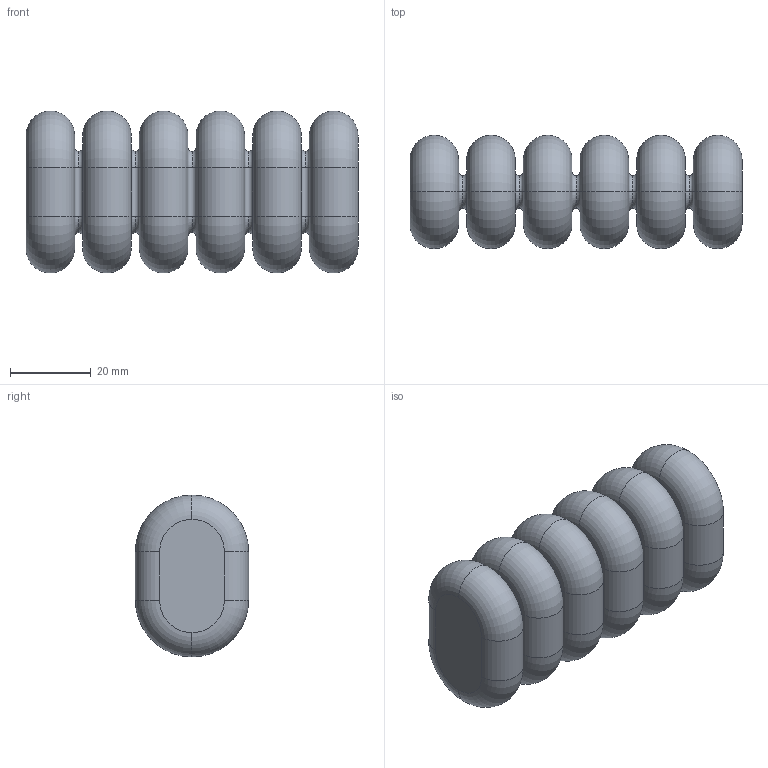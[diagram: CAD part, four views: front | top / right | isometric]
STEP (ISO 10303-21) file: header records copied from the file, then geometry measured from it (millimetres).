
FILE_DESCRIPTION (( 'STEP AP203' ), '1' );
FILE_NAME ('out.STEP', '2023-09-17T07:36:25', ( '' ), ( '' ), 'SwSTEP 2.0', 'SolidWorks 2021', '' );
FILE_SCHEMA (( 'CONFIG_CONTROL_DESIGN' ));
Length unit declared in the file: millimetre
Products named in the file (1): out
Bounding box: 82 x 28 x 40 mm (x, y, z)
Volume: 36064.3 mm3; surface area: 26269.4 mm2
Topology: 1 solids, 3 shells, 232 faces, 628 edges, 412 vertices
Faces by surface type: torus 128, cylinder 66, plane 38
Entity records: 7637 total; most frequent: DIRECTION 1546, CARTESIAN_POINT 1273, ORIENTED_EDGE 1256, AXIS2_PLACEMENT_3D 685, EDGE_CURVE 628, CIRCLE 452, VERTEX_POINT 412, EDGE_LOOP 242
